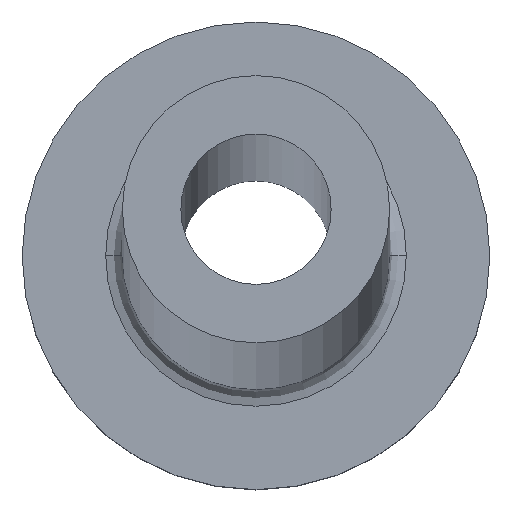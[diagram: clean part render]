
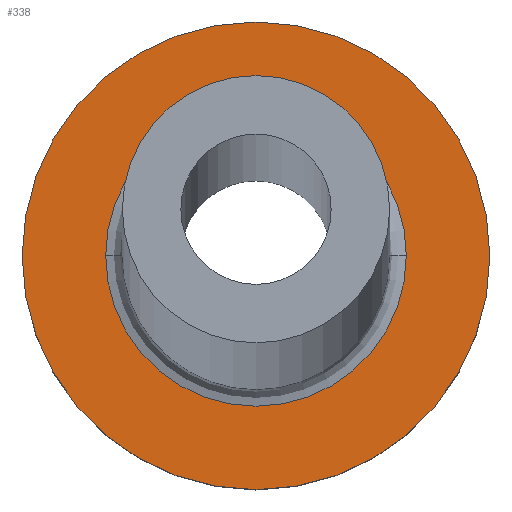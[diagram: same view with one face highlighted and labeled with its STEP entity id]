
A CAD part, top view. The second image highlights one B-rep face of the part: STEP entity #338.
In plain terms, the highlighted planar face has unit normal (0, 0, 1).
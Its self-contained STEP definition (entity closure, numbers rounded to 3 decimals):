
#1 = EDGE_CURVE ( 'NONE', #295, #213, #195, .T. ) ;
#3 = CIRCLE ( 'NONE', #135, 7. ) ;
#5 = CARTESIAN_POINT ( 'NONE',  ( 0., 0., 5. ) ) ;
#9 = VERTEX_POINT ( 'NONE', #247 ) ;
#21 = AXIS2_PLACEMENT_3D ( 'NONE', #5, #193, #273 ) ;
#33 = FACE_BOUND ( 'NONE', #155, .T. ) ;
#47 = AXIS2_PLACEMENT_3D ( 'NONE', #52, #175, #117 ) ;
#52 = CARTESIAN_POINT ( 'NONE',  ( 0., 0., 5. ) ) ;
#56 = CARTESIAN_POINT ( 'NONE',  ( 0., 0., 5. ) ) ;
#61 = PLANE ( 'NONE',  #120 ) ;
#89 = CIRCLE ( 'NONE', #47, 7. ) ;
#117 = DIRECTION ( 'NONE',  ( 1., 0., 0. ) ) ;
#120 = AXIS2_PLACEMENT_3D ( 'NONE', #216, #161, #292 ) ;
#135 = AXIS2_PLACEMENT_3D ( 'NONE', #56, #181, #149 ) ;
#139 = ORIENTED_EDGE ( 'NONE', *, *, #346, .T. ) ;
#149 = DIRECTION ( 'NONE',  ( 1., 0., 0. ) ) ;
#150 = VERTEX_POINT ( 'NONE', #347 ) ;
#155 = EDGE_LOOP ( 'NONE', ( #139, #186 ) ) ;
#161 = DIRECTION ( 'NONE',  ( 0., 0., 1. ) ) ;
#175 = DIRECTION ( 'NONE',  ( 0., 0., 1. ) ) ;
#178 = CARTESIAN_POINT ( 'NONE',  ( -4.5, 0., 5. ) ) ;
#181 = DIRECTION ( 'NONE',  ( 0., 0., 1. ) ) ;
#186 = ORIENTED_EDGE ( 'NONE', *, *, #1, .T. ) ;
#193 = DIRECTION ( 'NONE',  ( 0., 0., -1. ) ) ;
#194 = ORIENTED_EDGE ( 'NONE', *, *, #233, .T. ) ;
#195 = CIRCLE ( 'NONE', #21, 4.5 ) ;
#203 = CARTESIAN_POINT ( 'NONE',  ( 4.5, 0., 5. ) ) ;
#213 = VERTEX_POINT ( 'NONE', #203 ) ;
#214 = FACE_OUTER_BOUND ( 'NONE', #245, .T. ) ;
#216 = CARTESIAN_POINT ( 'NONE',  ( 0., 0., 5. ) ) ;
#233 = EDGE_CURVE ( 'NONE', #150, #9, #89, .T. ) ;
#245 = EDGE_LOOP ( 'NONE', ( #268, #194 ) ) ;
#247 = CARTESIAN_POINT ( 'NONE',  ( -7., 0., 5. ) ) ;
#268 = ORIENTED_EDGE ( 'NONE', *, *, #285, .T. ) ;
#269 = CARTESIAN_POINT ( 'NONE',  ( 0., 0., 5. ) ) ;
#273 = DIRECTION ( 'NONE',  ( 1., 0., 0. ) ) ;
#285 = EDGE_CURVE ( 'NONE', #9, #150, #3, .T. ) ;
#286 = CIRCLE ( 'NONE', #328, 4.5 ) ;
#292 = DIRECTION ( 'NONE',  ( 1., 0., 0. ) ) ;
#294 = DIRECTION ( 'NONE',  ( 0., 0., -1. ) ) ;
#295 = VERTEX_POINT ( 'NONE', #178 ) ;
#328 = AXIS2_PLACEMENT_3D ( 'NONE', #269, #294, #353 ) ;
#338 = ADVANCED_FACE ( 'NONE', ( #33, #214 ), #61, .T. ) ;
#346 = EDGE_CURVE ( 'NONE', #213, #295, #286, .T. ) ;
#347 = CARTESIAN_POINT ( 'NONE',  ( 7., 0., 5. ) ) ;
#353 = DIRECTION ( 'NONE',  ( 1., 0., 0. ) ) ;
